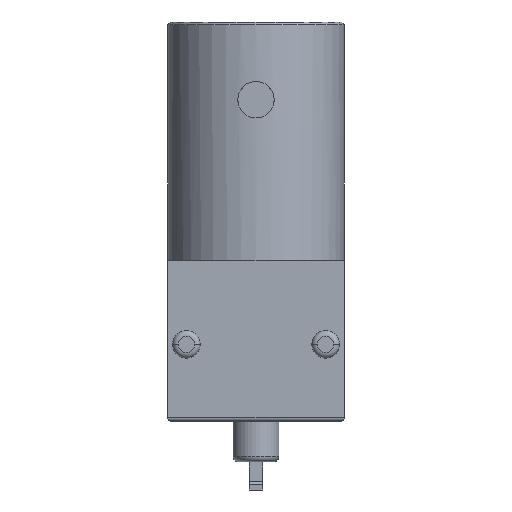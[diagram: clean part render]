
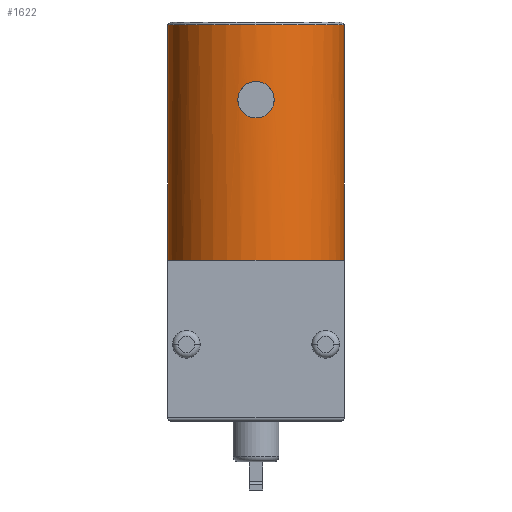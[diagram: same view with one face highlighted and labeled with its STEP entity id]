
A CAD part, front view. The second image highlights one B-rep face of the part: STEP entity #1622.
In plain terms, the highlighted cylindrical face has radius 4.825 mm (diameter 9.65 mm), a partial arc.
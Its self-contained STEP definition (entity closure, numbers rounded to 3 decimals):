
#108=DIRECTION('',(0.,0.,1.));
#109=VECTOR('',#108,12.85);
#110=CARTESIAN_POINT('',(-4.825,0.632,-0.225));
#111=LINE('',#110,#109);
#228=CARTESIAN_POINT('',(0.,0.632,-0.225));
#229=DIRECTION('',(0.,0.,-1.));
#230=DIRECTION('',(-0.623,-0.782,0.));
#231=AXIS2_PLACEMENT_3D('',#228,#229,#230);
#233=DIRECTION('',(0.,0.,1.));
#234=VECTOR('',#233,12.85);
#235=CARTESIAN_POINT('',(4.825,0.632,-0.225));
#236=LINE('',#235,#234);
#241=CARTESIAN_POINT('',(0.,0.632,12.625));
#242=DIRECTION('',(0.,0.,1.));
#243=DIRECTION('',(-1.,0.,0.));
#244=AXIS2_PLACEMENT_3D('',#241,#242,#243);
#246=CARTESIAN_POINT('',(0.,0.632,-0.225));
#247=DIRECTION('',(0.,0.,-1.));
#248=DIRECTION('',(1.,0.,0.));
#249=AXIS2_PLACEMENT_3D('',#246,#247,#248);
#259=CARTESIAN_POINT('',(0.,0.632,-0.225));
#260=DIRECTION('',(0.,0.,-1.));
#261=DIRECTION('',(0.623,-0.782,0.));
#262=AXIS2_PLACEMENT_3D('',#259,#260,#261);
#264=CARTESIAN_POINT('',(-0.991,-4.091,8.533));
#265=CARTESIAN_POINT('',(-0.991,-4.091,8.454));
#266=CARTESIAN_POINT('',(-0.971,-4.095,
8.295));
#267=CARTESIAN_POINT('',(-0.886,-4.112,
8.069));
#268=CARTESIAN_POINT('',(-0.748,-4.136,
7.869));
#269=CARTESIAN_POINT('',(-0.569,-4.161,
7.711));
#270=CARTESIAN_POINT('',(-0.355,-4.182,
7.598));
#271=CARTESIAN_POINT('',(-0.122,-4.194,
7.54));
#272=CARTESIAN_POINT('',(0.118,-4.194,7.54));
#273=CARTESIAN_POINT('',(0.35,-4.182,7.596));
#274=CARTESIAN_POINT('',(0.566,-4.162,7.708));
#275=CARTESIAN_POINT('',(0.746,-4.136,7.867));
#276=CARTESIAN_POINT('',(0.886,-4.112,8.069));
#277=CARTESIAN_POINT('',(0.972,-4.095,8.298));
#278=CARTESIAN_POINT('',(0.991,-4.091,8.455));
#279=CARTESIAN_POINT('',(0.991,-4.091,8.533));
#289=CARTESIAN_POINT('',(0.991,-4.091,8.533));
#290=CARTESIAN_POINT('',(0.991,-4.091,8.611));
#291=CARTESIAN_POINT('',(0.972,-4.095,8.769));
#292=CARTESIAN_POINT('',(0.887,-4.112,8.996));
#293=CARTESIAN_POINT('',(0.749,-4.136,9.196));
#294=CARTESIAN_POINT('',(0.568,-4.161,9.357));
#295=CARTESIAN_POINT('',(0.353,-4.182,9.469));
#296=CARTESIAN_POINT('',(0.12,-4.194,9.526));
#297=CARTESIAN_POINT('',(-0.119,-4.194,
9.526));
#298=CARTESIAN_POINT('',(-0.351,-4.182,
9.47));
#299=CARTESIAN_POINT('',(-0.565,-4.162,
9.358));
#300=CARTESIAN_POINT('',(-0.745,-4.136,
9.201));
#301=CARTESIAN_POINT('',(-0.886,-4.112,
8.999));
#302=CARTESIAN_POINT('',(-0.971,-4.095,
8.772));
#303=CARTESIAN_POINT('',(-0.991,-4.091,8.612));
#304=CARTESIAN_POINT('',(-0.991,-4.091,8.533));
#1046=VERTEX_POINT('',#264);
#1047=VERTEX_POINT('',#279);
#1060=CARTESIAN_POINT('',(-3.005,-3.143,
-0.225));
#1061=CARTESIAN_POINT('',(3.005,-3.143,
-0.225));
#1062=VERTEX_POINT('',#1060);
#1063=VERTEX_POINT('',#1061);
#1077=CARTESIAN_POINT('',(-4.825,0.632,-0.225));
#1079=VERTEX_POINT('',#1077);
#1084=CARTESIAN_POINT('',(4.825,0.632,-0.225));
#1086=VERTEX_POINT('',#1084);
#1090=CARTESIAN_POINT('',(-4.825,0.632,12.625));
#1091=VERTEX_POINT('',#1090);
#1092=CARTESIAN_POINT('',(4.825,0.632,12.625));
#1093=VERTEX_POINT('',#1092);
#1600=CARTESIAN_POINT('',(0.,0.632,-0.225));
#1601=DIRECTION('',(0.,0.,-1.));
#1602=DIRECTION('',(1.,0.,0.));
#1603=AXIS2_PLACEMENT_3D('',#1600,#1601,#1602);
#1604=CYLINDRICAL_SURFACE('',#1603,4.825);
#1605=ORIENTED_EDGE('',*,*,#1454,.T.);
#1607=ORIENTED_EDGE('',*,*,#1606,.T.);
#1608=ORIENTED_EDGE('',*,*,#1451,.F.);
#1610=ORIENTED_EDGE('',*,*,#1609,.T.);
#1612=ORIENTED_EDGE('',*,*,#1611,.T.);
#1613=ORIENTED_EDGE('',*,*,#1593,.T.);
#1614=EDGE_LOOP('',(#1605,#1607,#1608,#1610,#1612,#1613));
#1615=FACE_OUTER_BOUND('',#1614,.F.);
#1617=ORIENTED_EDGE('',*,*,#1616,.T.);
#1619=ORIENTED_EDGE('',*,*,#1618,.T.);
#1620=EDGE_LOOP('',(#1617,#1619));
#1621=FACE_BOUND('',#1620,.F.);
#1622=ADVANCED_FACE('',(#1615,#1621),#1604,.T.);
#232=CIRCLE('',#231,4.825);
#245=CIRCLE('',#244,4.825);
#250=CIRCLE('',#249,4.825);
#263=CIRCLE('',#262,4.825);
#280=B_SPLINE_CURVE_WITH_KNOTS('',3,(#264,#265,#266,#267,#268,#269,#270,#271,
#272,#273,#274,#275,#276,#277,#278,#279),.UNSPECIFIED.,.F.,.F.,(4,1,1,1,1,1,1,1,
1,1,1,1,1,4),(0.,0.077,0.154,0.231,
0.308,0.385,0.462,0.538,
0.615,0.692,0.769,0.846,
0.923,1.),.UNSPECIFIED.);
#305=B_SPLINE_CURVE_WITH_KNOTS('',3,(#289,#290,#291,#292,#293,#294,#295,#296,
#297,#298,#299,#300,#301,#302,#303,#304),.UNSPECIFIED.,.F.,.F.,(4,1,1,1,1,1,1,1,
1,1,1,1,1,4),(0.,0.077,0.154,0.231,
0.308,0.385,0.462,0.538,
0.615,0.692,0.769,0.846,
0.923,1.),.UNSPECIFIED.);
#1451=EDGE_CURVE('',#1086,#1093,#236,.T.);
#1454=EDGE_CURVE('',#1079,#1091,#111,.T.);
#1593=EDGE_CURVE('',#1062,#1079,#232,.T.);
#1606=EDGE_CURVE('',#1091,#1093,#245,.T.);
#1609=EDGE_CURVE('',#1086,#1063,#250,.T.);
#1611=EDGE_CURVE('',#1063,#1062,#263,.T.);
#1616=EDGE_CURVE('',#1046,#1047,#280,.T.);
#1618=EDGE_CURVE('',#1047,#1046,#305,.T.);
